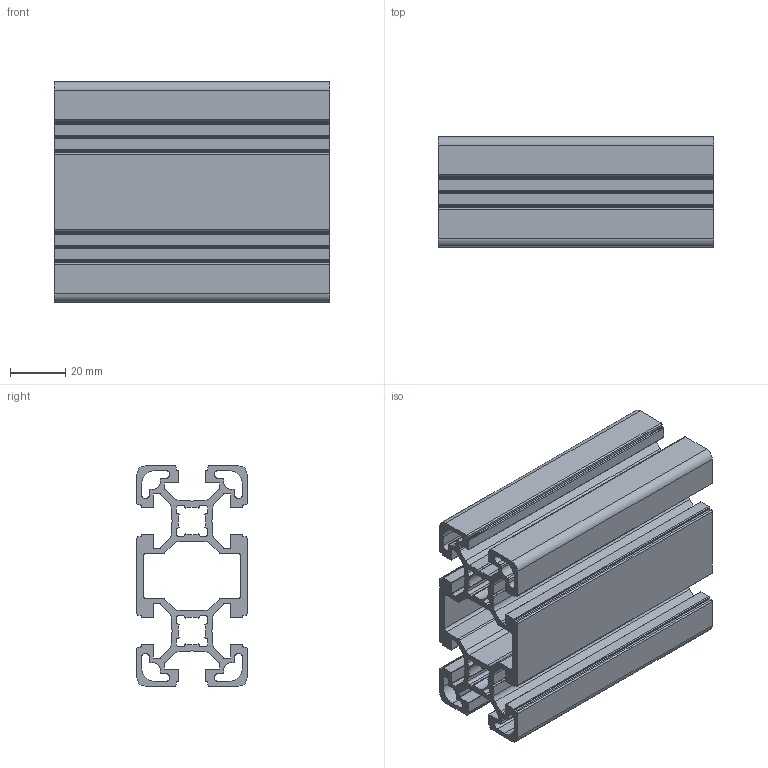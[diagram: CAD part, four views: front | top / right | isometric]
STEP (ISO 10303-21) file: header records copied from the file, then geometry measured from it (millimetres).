
FILE_DESCRIPTION (( 'STEP AP214' ), '1' );
FILE_NAME ('084.113.002.STEP', '2020-07-23T08:24:12', ( '' ), ( '' ), 'SwSTEP 2.0', 'SolidWorks 2018', '' );
FILE_SCHEMA (( 'AUTOMOTIVE_DESIGN' ));
Length unit declared in the file: millimetre
Products named in the file (1): 084.113.002
Bounding box: 100 x 40 x 80 mm (x, y, z)
Volume: 97958.9 mm3; surface area: 83543 mm2
Topology: 1 solids, 1 shells, 375 faces, 1119 edges, 746 vertices
Faces by surface type: cylinder 199, plane 176
Entity records: 12793 total; most frequent: DIRECTION 2269, CARTESIAN_POINT 2241, ORIENTED_EDGE 2238, EDGE_CURVE 1119, AXIS2_PLACEMENT_3D 774, VERTEX_POINT 746, LINE 721, VECTOR 721
